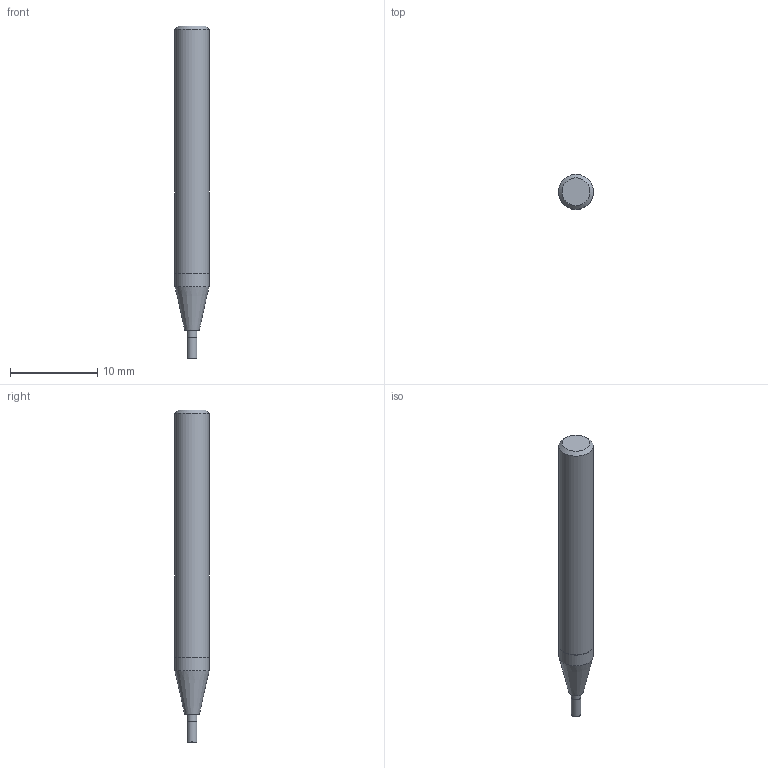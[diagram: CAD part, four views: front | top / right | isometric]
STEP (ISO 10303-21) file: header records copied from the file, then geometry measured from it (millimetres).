
FILE_DESCRIPTION (( 'STEP AP203' ), '1' );
FILE_NAME ('388805.step', '2021-12-13T10:25:54', ( '' ), ( '' ), 'SwSTEP 2.0', 'SolidWorks 2019', '' );
FILE_SCHEMA (( 'CONFIG_CONTROL_DESIGN' ));
Length unit declared in the file: millimetre
Products named in the file (1): 388805
Bounding box: 4 x 4 x 38 mm (x, y, z)
Volume: 408.7 mm3; surface area: 444.6 mm2
Topology: 2 solids, 2 shells, 12 faces, 16 edges, 10 vertices
Faces by surface type: plane 6, cylinder 4, cone 2
Full cylindrical faces by diameter (mm): 1.1 x2, 3.92 x1, 4 x1
Entity records: 299 total; most frequent: DIRECTION 46, CARTESIAN_POINT 33, AXIS2_PLACEMENT_3D 23, ORIENTED_EDGE 20, EDGE_LOOP 20, FACE_OUTER_BOUND 16, ADVANCED_FACE 12, VERTEX_POINT 10
